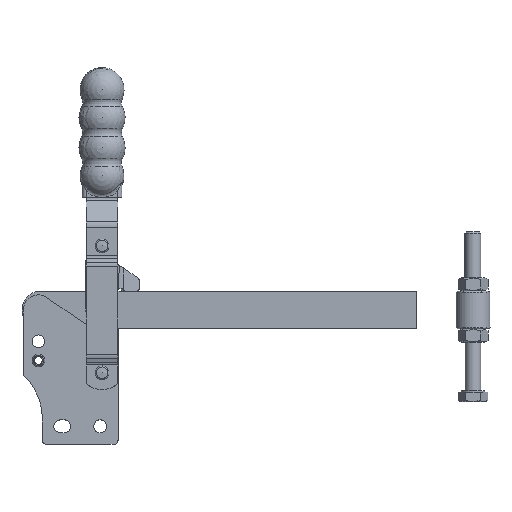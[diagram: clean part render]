
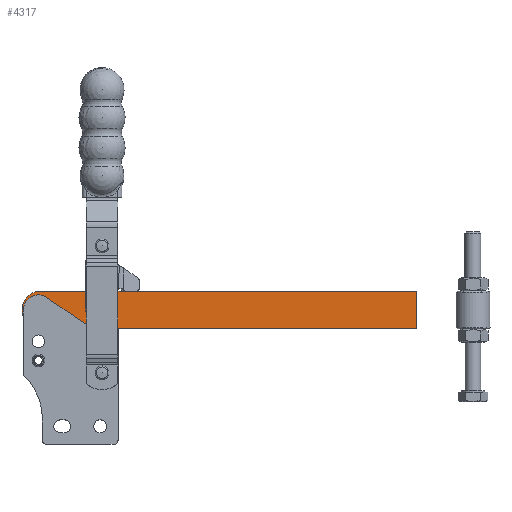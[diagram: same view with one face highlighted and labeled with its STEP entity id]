
A CAD part, top view. The second image highlights one B-rep face of the part: STEP entity #4317.
In plain terms, the highlighted planar face has unit normal (0, 0, 1).
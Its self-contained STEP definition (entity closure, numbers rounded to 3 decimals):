
#299=LINE('',#6976,#602);
#301=LINE('',#6980,#604);
#305=LINE('',#6991,#608);
#602=VECTOR('',#5514,19.);
#604=VECTOR('',#5518,188.76);
#608=VECTOR('',#5530,188.76);
#820=PLANE('',#4693);
#951=FACE_BOUND('',#1422,.T.);
#952=FACE_BOUND('',#1423,.T.);
#1125=FACE_OUTER_BOUND('',#1421,.T.);
#1421=EDGE_LOOP('',(#3396,#3397,#3398,#3399));
#1422=EDGE_LOOP('',(#3400));
#1423=EDGE_LOOP('',(#3401));
#1753=CIRCLE('',#4682,3.175);
#1755=CIRCLE('',#4685,3.175);
#1756=CIRCLE('',#4689,9.5);
#2044=VERTEX_POINT('',#6962);
#2046=VERTEX_POINT('',#6967);
#2049=VERTEX_POINT('',#6973);
#2050=VERTEX_POINT('',#6975);
#2051=VERTEX_POINT('',#6979);
#2053=VERTEX_POINT('',#6985);
#2538=EDGE_CURVE('',#2044,#2044,#1753,.T.);
#2540=EDGE_CURVE('',#2046,#2046,#1755,.T.);
#2543=EDGE_CURVE('',#2049,#2050,#299,.T.);
#2545=EDGE_CURVE('',#2050,#2051,#301,.T.);
#2548=EDGE_CURVE('',#2051,#2053,#1756,.T.);
#2551=EDGE_CURVE('',#2053,#2049,#305,.T.);
#3396=ORIENTED_EDGE('',*,*,#2545,.F.);
#3397=ORIENTED_EDGE('',*,*,#2543,.F.);
#3398=ORIENTED_EDGE('',*,*,#2551,.F.);
#3399=ORIENTED_EDGE('',*,*,#2548,.F.);
#3400=ORIENTED_EDGE('',*,*,#2538,.F.);
#3401=ORIENTED_EDGE('',*,*,#2540,.F.);
#4317=ADVANCED_FACE('',(#1125,#951,#952),#820,.T.);
#4682=AXIS2_PLACEMENT_3D('',#6963,#5502,#5503);
#4685=AXIS2_PLACEMENT_3D('',#6968,#5508,#5509);
#4689=AXIS2_PLACEMENT_3D('',#6986,#5523,#5524);
#4693=AXIS2_PLACEMENT_3D('',#6994,#5534,#5535);
#5502=DIRECTION('center_axis',(0.,0.,
1.));
#5503=DIRECTION('ref_axis',(1.,0.,0.));
#5508=DIRECTION('center_axis',(0.,0.,
1.));
#5509=DIRECTION('ref_axis',(1.,0.,0.));
#5514=DIRECTION('',(0.,-1.,0.));
#5518=DIRECTION('',(-1.,0.,0.));
#5523=DIRECTION('center_axis',(0.,0.,
-1.));
#5524=DIRECTION('ref_axis',(0.,1.,0.));
#5530=DIRECTION('',(1.,0.,0.));
#5534=DIRECTION('center_axis',(0.,0.,
1.));
#5535=DIRECTION('ref_axis',(1.,0.,0.));
#6962=CARTESIAN_POINT('',(-21.621,56.386,6.355));
#6963=CARTESIAN_POINT('Origin',(-18.446,56.386,6.355));
#6967=CARTESIAN_POINT('',(10.129,56.388,6.355));
#6968=CARTESIAN_POINT('Origin',(13.304,56.388,6.355));
#6973=CARTESIAN_POINT('',(171.614,65.894,6.355));
#6975=CARTESIAN_POINT('',(171.615,46.894,6.355));
#6976=CARTESIAN_POINT('',(171.615,51.644,6.355));
#6979=CARTESIAN_POINT('',(-17.145,46.886,6.355));
#6980=CARTESIAN_POINT('',(-17.145,46.886,6.355));
#6985=CARTESIAN_POINT('',(-17.146,65.886,6.355));
#6986=CARTESIAN_POINT('Origin',(-17.146,56.386,6.355));
#6991=CARTESIAN_POINT('',(157.849,65.894,6.355));
#6994=CARTESIAN_POINT('Origin',(46.897,56.389,6.355));
